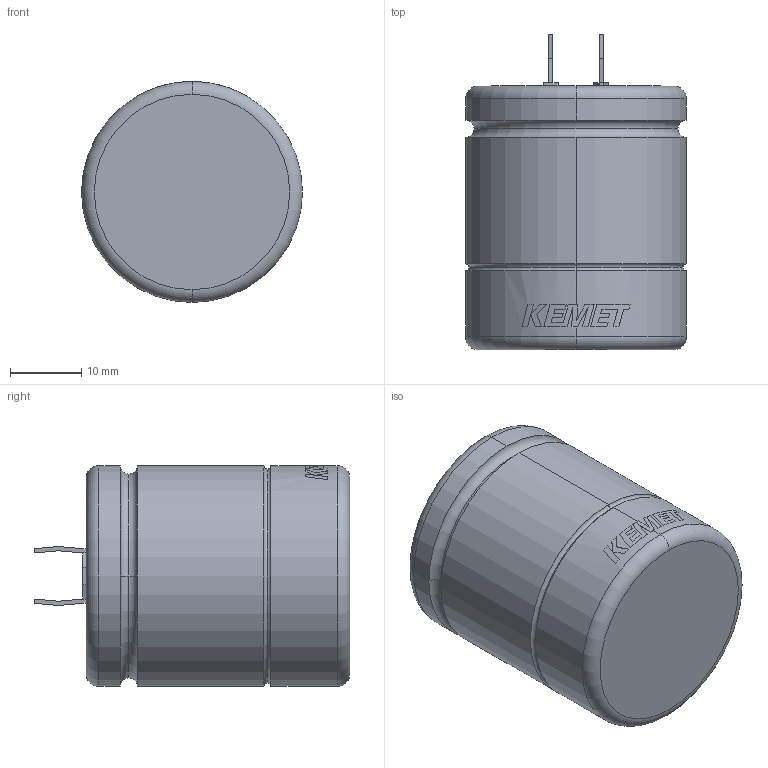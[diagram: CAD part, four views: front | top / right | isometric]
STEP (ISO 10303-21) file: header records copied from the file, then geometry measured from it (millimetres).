
FILE_DESCRIPTION (( 'STEP AP214' ), '1' );
FILE_NAME ('CARS_K2PAV_30X35_D31L37S10LL7.3F2.1.STEP', '2022-06-10T17:04:10', ( '' ), ( '' ), 'SwSTEP 2.0', 'SolidWorks 2021', '' );
FILE_SCHEMA (( 'AUTOMOTIVE_DESIGN' ));
Length unit declared in the file: millimetre
Products named in the file (1): CARS_K2PAV_30X35_D31L37S10LL7.3F2.1
Bounding box: 31 x 44.29 x 31 mm (x, y, z)
Volume: 27555.3 mm3; surface area: 5175.4 mm2
Topology: 1 solids, 1 shells, 106 faces, 282 edges, 182 vertices
Faces by surface type: plane 52, bspline 31, torus 12, cylinder 11
Entity records: 4045 total; most frequent: CARTESIAN_POINT 1065, ORIENTED_EDGE 564, DIRECTION 405, EDGE_CURVE 282, VERTEX_POINT 182, AXIS2_PLACEMENT_3D 160, B_SPLINE_CURVE_WITH_KNOTS 113, EDGE_LOOP 110
